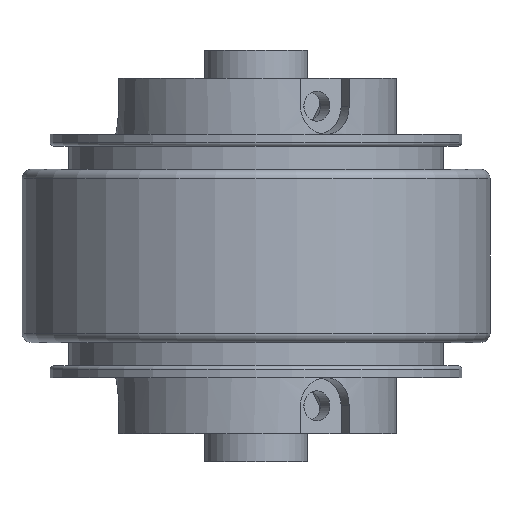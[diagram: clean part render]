
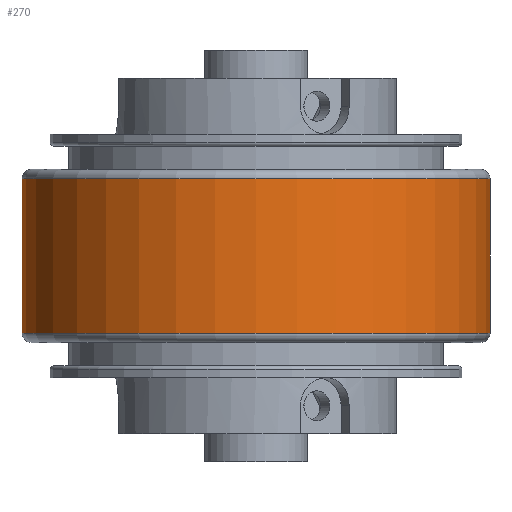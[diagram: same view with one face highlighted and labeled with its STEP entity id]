
A CAD part, front view. The second image highlights one B-rep face of the part: STEP entity #270.
In plain terms, the highlighted cylindrical face has radius 25 mm (diameter 50 mm), a full revolution.
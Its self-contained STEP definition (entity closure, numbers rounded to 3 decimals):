
#270=ADVANCED_FACE('',(#1132,#1134),#1136,.T.);
#1132=FACE_OUTER_BOUND('',#1133,.T.);
#1133=EDGE_LOOP('',(#1611));
#1134=FACE_OUTER_BOUND('',#1135,.T.);
#1135=EDGE_LOOP('',(#1612));
#1136=CYLINDRICAL_SURFACE('',#1137,25.);
#1137=AXIS2_PLACEMENT_3D('',#1138,#1139,#1140);
#1138=CARTESIAN_POINT('',(0.,0.,23.25));
#1139=DIRECTION('',(0.,0.,-1.));
#1140=DIRECTION('',(0.,1.,0.));
#1611=ORIENTED_EDGE('',*,*,#1847,.F.);
#1612=ORIENTED_EDGE('',*,*,#1848,.F.);
#1847=EDGE_CURVE('',#2251,#2251,#2252,.F.);
#1848=EDGE_CURVE('',#2253,#2253,#2254,.T.);
#2251=VERTEX_POINT('',#3885);
#2252=CIRCLE('',#3886,25.);
#2253=VERTEX_POINT('',#3890);
#2254=CIRCLE('',#3891,25.);
#3885=CARTESIAN_POINT('',(0.,25.,21.25));
#3886=AXIS2_PLACEMENT_3D('',#3887,#3888,#3889);
#3887=CARTESIAN_POINT('',(0.,0.,21.25));
#3888=DIRECTION('',(0.,0.,-1.));
#3889=DIRECTION('',(0.,1.,0.));
#3890=CARTESIAN_POINT('',(0.,25.,4.75));
#3891=AXIS2_PLACEMENT_3D('',#3892,#3893,#3894);
#3892=CARTESIAN_POINT('',(0.,0.,4.75));
#3893=DIRECTION('',(0.,0.,-1.));
#3894=DIRECTION('',(0.,1.,0.));
